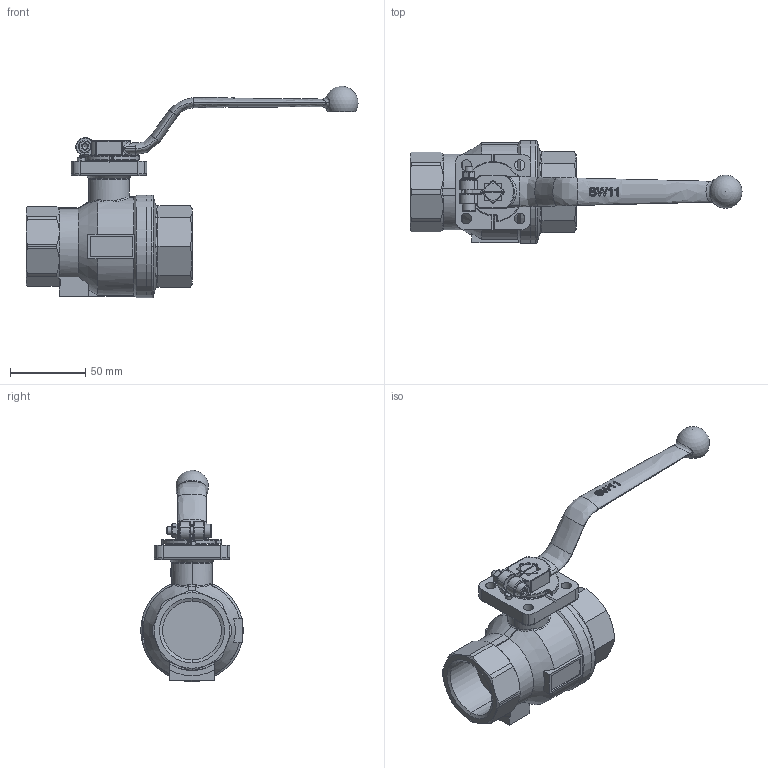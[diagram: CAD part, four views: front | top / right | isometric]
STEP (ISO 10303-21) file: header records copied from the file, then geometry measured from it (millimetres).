
FILE_DESCRIPTION(('HOOPS Exchange Step'),'2;1');
FILE_NAME('GK0600_DN32.stp','2025-02-21T14:34:22+01:00',('nieru'),('Unknown organisation'),'HOOPS Exchange 2024.2','HOOPS Exchange','Unknown authorisation');
FILE_SCHEMA( ('AP203_CONFIGURATION_CONTROLLED_3D_DESIGN_OF_MECHANICAL_PARTS_AND_ASSEMBLIES_MIM_LF') );
Length unit declared in the file: millimetre
Products named in the file (2): 0; root
Assembly tree (1 placements, depth 2):
  root
    0
Bounding box: 219.98 x 68 x 140.14 mm (x, y, z)
Volume: 287227.7 mm3; surface area: 55219.1 mm2
Topology: 7 solids, 7 shells, 1077 faces, 2697 edges, 1638 vertices
Faces by surface type: bspline 360, plane 276, cylinder 238, torus 108, cone 62, sphere 33
Full cylindrical faces by diameter (mm): 5 x1, 8.5 x1, 9.2 x1, 14 x1
Entity records: 58216 total; most frequent: CARTESIAN_POINT 34967, ORIENTED_EDGE 5326, DIRECTION 3961, EDGE_CURVE 2663, VERTEX_POINT 1638, AXIS2_PLACEMENT_3D 1562, EDGE_LOOP 1133, FACE_BOUND 1133
